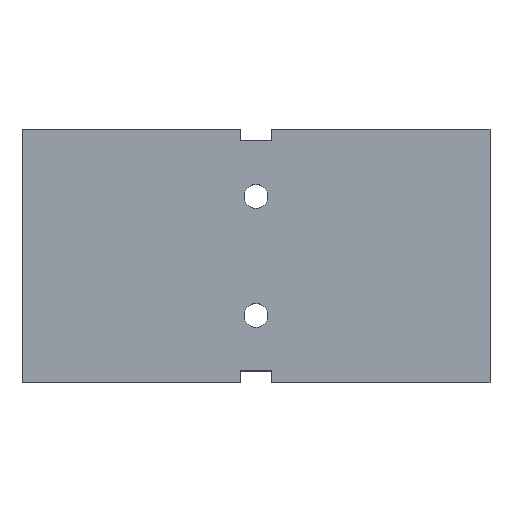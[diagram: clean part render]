
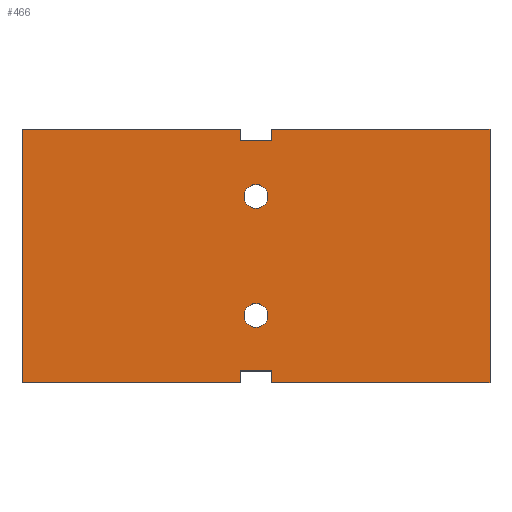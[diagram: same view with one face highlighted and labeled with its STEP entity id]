
A CAD part, top view. The second image highlights one B-rep face of the part: STEP entity #466.
In plain terms, the highlighted planar face has unit normal (0, 0, 1).
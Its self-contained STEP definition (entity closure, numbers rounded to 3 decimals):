
#16=FACE_BOUND('',#90,.T.);
#17=FACE_BOUND('',#91,.T.);
#30=PLANE('',#520);
#62=FACE_OUTER_BOUND('',#89,.T.);
#89=EDGE_LOOP('',(#390,#391,#392,#393,#394,#395,#396,#397,#398,#399,#400,
#401));
#90=EDGE_LOOP('',(#402));
#91=EDGE_LOOP('',(#403));
#115=LINE('',#717,#163);
#119=LINE('',#725,#167);
#122=LINE('',#731,#170);
#125=LINE('',#738,#173);
#129=LINE('',#746,#177);
#132=LINE('',#752,#180);
#137=LINE('',#761,#185);
#138=LINE('',#764,#186);
#139=LINE('',#765,#187);
#140=LINE('',#767,#188);
#141=LINE('',#769,#189);
#142=LINE('',#770,#190);
#163=VECTOR('',#595,10.);
#167=VECTOR('',#601,10.);
#170=VECTOR('',#606,10.);
#173=VECTOR('',#611,10.);
#177=VECTOR('',#617,10.);
#180=VECTOR('',#622,10.);
#185=VECTOR('',#629,10.);
#186=VECTOR('',#632,10.);
#187=VECTOR('',#633,10.);
#188=VECTOR('',#634,10.);
#189=VECTOR('',#635,10.);
#190=VECTOR('',#636,10.);
#209=CIRCLE('',#507,1.5);
#212=CIRCLE('',#512,1.5);
#227=VERTEX_POINT('',#701);
#230=VERTEX_POINT('',#711);
#231=VERTEX_POINT('',#715);
#232=VERTEX_POINT('',#716);
#235=VERTEX_POINT('',#724);
#237=VERTEX_POINT('',#730);
#239=VERTEX_POINT('',#736);
#240=VERTEX_POINT('',#737);
#243=VERTEX_POINT('',#745);
#245=VERTEX_POINT('',#751);
#248=VERTEX_POINT('',#759);
#249=VERTEX_POINT('',#763);
#250=VERTEX_POINT('',#766);
#251=VERTEX_POINT('',#768);
#275=EDGE_CURVE('',#227,#227,#209,.T.);
#280=EDGE_CURVE('',#230,#230,#212,.T.);
#281=EDGE_CURVE('',#231,#232,#115,.T.);
#285=EDGE_CURVE('',#232,#235,#119,.T.);
#288=EDGE_CURVE('',#237,#231,#122,.T.);
#291=EDGE_CURVE('',#239,#240,#125,.T.);
#295=EDGE_CURVE('',#240,#243,#129,.T.);
#298=EDGE_CURVE('',#245,#239,#132,.T.);
#303=EDGE_CURVE('',#235,#248,#137,.T.);
#304=EDGE_CURVE('',#248,#249,#138,.T.);
#305=EDGE_CURVE('',#249,#245,#139,.T.);
#306=EDGE_CURVE('',#243,#250,#140,.T.);
#307=EDGE_CURVE('',#250,#251,#141,.T.);
#308=EDGE_CURVE('',#251,#237,#142,.T.);
#390=ORIENTED_EDGE('',*,*,#288,.T.);
#391=ORIENTED_EDGE('',*,*,#281,.T.);
#392=ORIENTED_EDGE('',*,*,#285,.T.);
#393=ORIENTED_EDGE('',*,*,#303,.T.);
#394=ORIENTED_EDGE('',*,*,#304,.T.);
#395=ORIENTED_EDGE('',*,*,#305,.T.);
#396=ORIENTED_EDGE('',*,*,#298,.T.);
#397=ORIENTED_EDGE('',*,*,#291,.T.);
#398=ORIENTED_EDGE('',*,*,#295,.T.);
#399=ORIENTED_EDGE('',*,*,#306,.T.);
#400=ORIENTED_EDGE('',*,*,#307,.T.);
#401=ORIENTED_EDGE('',*,*,#308,.T.);
#402=ORIENTED_EDGE('',*,*,#275,.T.);
#403=ORIENTED_EDGE('',*,*,#280,.T.);
#466=ADVANCED_FACE('',(#62,#16,#17),#30,.T.);
#507=AXIS2_PLACEMENT_3D('',#703,#579,#580);
#512=AXIS2_PLACEMENT_3D('',#713,#591,#592);
#520=AXIS2_PLACEMENT_3D('',#762,#630,#631);
#579=DIRECTION('center_axis',(0.,0.,-1.));
#580=DIRECTION('ref_axis',(-1.,0.,0.));
#591=DIRECTION('center_axis',(0.,0.,-1.));
#592=DIRECTION('ref_axis',(-1.,0.,0.));
#595=DIRECTION('',(1.,0.,0.));
#601=DIRECTION('',(0.,-1.,0.));
#606=DIRECTION('',(0.,1.,0.));
#611=DIRECTION('',(-1.,0.,0.));
#617=DIRECTION('',(0.,1.,0.));
#622=DIRECTION('',(0.,-1.,0.));
#629=DIRECTION('',(1.,0.,0.));
#630=DIRECTION('center_axis',(0.,0.,1.));
#631=DIRECTION('ref_axis',(1.,0.,0.));
#632=DIRECTION('',(0.,1.,0.));
#633=DIRECTION('',(-1.,0.,0.));
#634=DIRECTION('',(-1.,0.,0.));
#635=DIRECTION('',(0.,-1.,0.));
#636=DIRECTION('',(1.,0.,0.));
#701=CARTESIAN_POINT('',(1.5,7.5,10.));
#703=CARTESIAN_POINT('Origin',(0.,7.5,10.));
#711=CARTESIAN_POINT('',(1.5,-7.5,10.));
#713=CARTESIAN_POINT('Origin',(0.,-7.5,10.));
#715=CARTESIAN_POINT('',(-2.,-14.5,10.));
#716=CARTESIAN_POINT('',(2.,-14.5,10.));
#717=CARTESIAN_POINT('',(1.,-14.5,10.));
#724=CARTESIAN_POINT('',(2.,-16.,10.));
#725=CARTESIAN_POINT('',(2.,-8.,10.));
#730=CARTESIAN_POINT('',(-2.,-16.,10.));
#731=CARTESIAN_POINT('',(-2.,-7.25,10.));
#736=CARTESIAN_POINT('',(2.,14.5,10.));
#737=CARTESIAN_POINT('',(-2.,14.5,10.));
#738=CARTESIAN_POINT('',(-1.,14.5,10.));
#745=CARTESIAN_POINT('',(-2.,16.,10.));
#746=CARTESIAN_POINT('',(-2.,8.,10.));
#751=CARTESIAN_POINT('',(2.,16.,10.));
#752=CARTESIAN_POINT('',(2.,7.25,10.));
#759=CARTESIAN_POINT('',(29.5,-16.,10.));
#761=CARTESIAN_POINT('',(-29.5,-16.,10.));
#762=CARTESIAN_POINT('Origin',(0.,0.,10.));
#763=CARTESIAN_POINT('',(29.5,16.,10.));
#764=CARTESIAN_POINT('',(29.5,-16.,10.));
#765=CARTESIAN_POINT('',(29.5,16.,10.));
#766=CARTESIAN_POINT('',(-29.5,16.,10.));
#767=CARTESIAN_POINT('',(29.5,16.,10.));
#768=CARTESIAN_POINT('',(-29.5,-16.,10.));
#769=CARTESIAN_POINT('',(-29.5,16.,10.));
#770=CARTESIAN_POINT('',(-29.5,-16.,10.));
